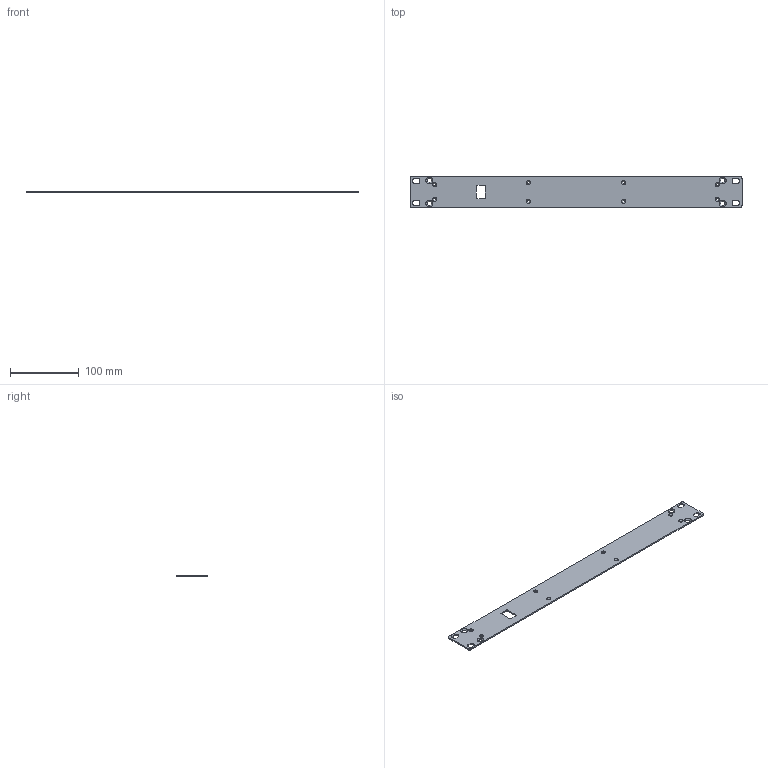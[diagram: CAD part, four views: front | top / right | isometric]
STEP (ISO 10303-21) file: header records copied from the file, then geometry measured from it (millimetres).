
FILE_DESCRIPTION(('Open CASCADE Model'),'2;1');
FILE_NAME('Open CASCADE Shape Model','2025-12-15T12:46:39',('Author'),( 'Open CASCADE'),'Open CASCADE STEP processor 7.5','Open CASCADE 7.5' ,'Unknown');
FILE_SCHEMA(('AUTOMOTIVE_DESIGN { 1 0 10303 214 1 1 1 1 }'));
Length unit declared in the file: millimetre
Products named in the file (1): Open CASCADE STEP translator 7.5 3
Bounding box: 483 x 43.95 x 2 mm (x, y, z)
Volume: 40637 mm3; surface area: 43688.3 mm2
Topology: 1 solids, 1 shells, 98 faces, 240 edges, 156 vertices
Faces by surface type: cylinder 56, plane 30, cone 12
Full cylindrical faces by diameter (mm): 3.2 x8, 6 x8, 6.402 x4, 10 x4
Entity records: 6202 total; most frequent: CARTESIAN_POINT 1191, DIRECTION 986, ORIENTED_EDGE 480, PCURVE 480, DEFINITIONAL_REPRESENTATION 480, LINE 460, VECTOR 460, EDGE_CURVE 240
